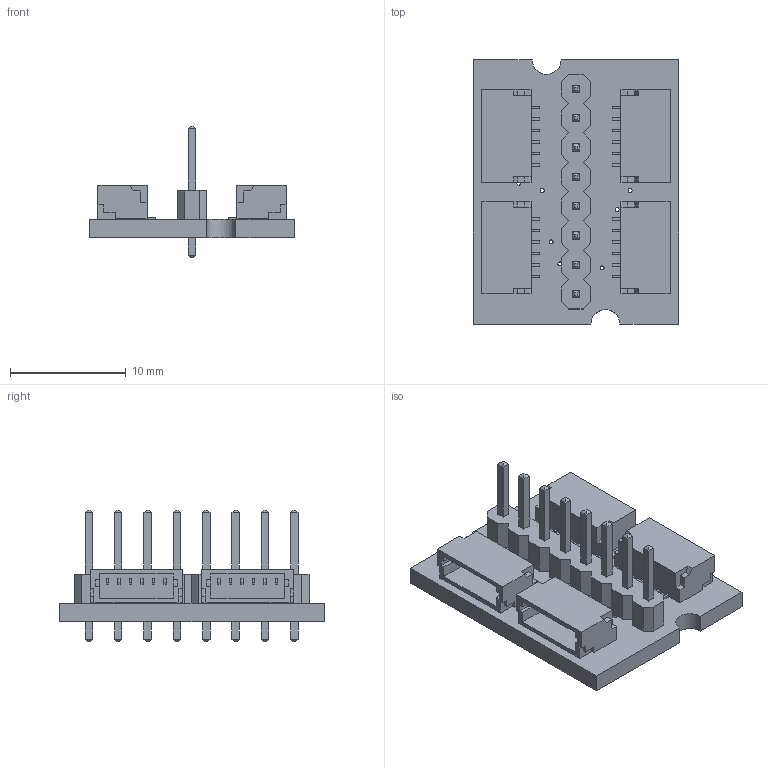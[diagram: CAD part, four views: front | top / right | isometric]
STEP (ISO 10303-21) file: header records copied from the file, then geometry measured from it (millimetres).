
FILE_DESCRIPTION(/* description */ (''),/* implementation_level */ '2;1');
FILE_NAME(/* name */ 'uSup_SPI_4x v1.step',/* time_stamp */ '2023-11-01T11:20:27+01:00',/* author */ (''),/* organization */ (''),/* preprocessor_version */ 'ST-DEVELOPER v20',/* originating_system */ 'Autodesk Translation Framework v12.14.0.127',/* authorisation */ '');
FILE_SCHEMA (('AUTOMOTIVE_DESIGN { 1 0 10303 214 3 1 1 }'));
Length unit declared in the file: millimetre
Products named in the file (9): uSup_SPI_4x; Board; Packages; LASKAKIT_HEART_3MM; LASKKIT_10MM_SILKSCREEN; SPI_4MM_SILKSCREEN; USUP_4MM_SILKSCREEN; 1X06_1MM_RA; 1X08
Assembly tree (11 placements, depth 3):
  uSup_SPI_4x
    Board
    Packages
      LASKAKIT_HEART_3MM
      LASKKIT_10MM_SILKSCREEN
      SPI_4MM_SILKSCREEN
      USUP_4MM_SILKSCREEN
      1X06_1MM_RA  x4
      1X08
Bounding box: 17.78 x 22.86 x 11.34 mm (x, y, z)
Volume: 986 mm3; surface area: 2226.7 mm2
Topology: 6 solids, 6 shells, 677 faces, 1791 edges, 1170 vertices
Faces by surface type: plane 648, cylinder 29
Full cylindrical faces by diameter (mm): 0.35 x19, 1.016 x8
Entity records: 10918 total; most frequent: CARTESIAN_POINT 1808, ORIENTED_EDGE 1758, DIRECTION 1667, EDGE_CURVE 879, LINE 821, VECTOR 821, VERTEX_POINT 564, AXIS2_PLACEMENT_3D 423
